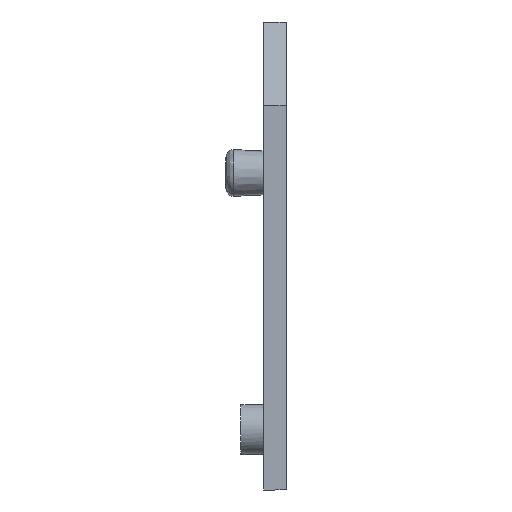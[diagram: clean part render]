
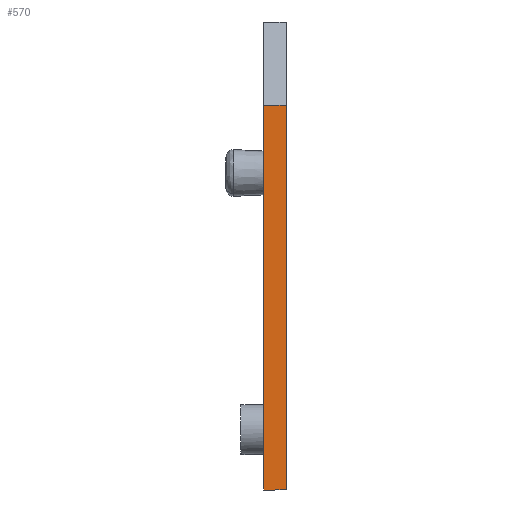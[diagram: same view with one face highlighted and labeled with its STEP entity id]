
A CAD part, front view. The second image highlights one B-rep face of the part: STEP entity #570.
In plain terms, the highlighted planar face has unit normal (0, -1, 0).
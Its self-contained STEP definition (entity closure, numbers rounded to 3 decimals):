
#550=AXIS2_PLACEMENT_3D('Plane Axis2P3D',#547,#548,#549) ;
#323=CARTESIAN_POINT('Vertex',(2.5,0.,0.)) ;
#326=CARTESIAN_POINT('Line Origine',(2.5,0.,12.75)) ;
#330=CARTESIAN_POINT('Vertex',(2.5,0.,25.5)) ;
#531=CARTESIAN_POINT('Vertex',(4.,0.,0.)) ;
#534=CARTESIAN_POINT('Line Origine',(3.25,0.,0.)) ;
#547=CARTESIAN_POINT('Axis2P3D Location',(4.,0.,25.5)) ;
#552=CARTESIAN_POINT('Line Origine',(4.,0.,12.75)) ;
#556=CARTESIAN_POINT('Vertex',(4.,0.,25.5)) ;
#559=CARTESIAN_POINT('Line Origine',(3.25,0.,25.5)) ;
#327=DIRECTION('Vector Direction',(0.,0.,1.)) ;
#535=DIRECTION('Vector Direction',(1.,0.,0.)) ;
#548=DIRECTION('Axis2P3D Direction',(0.,1.,0.)) ;
#549=DIRECTION('Axis2P3D XDirection',(0.,0.,1.)) ;
#553=DIRECTION('Vector Direction',(0.,0.,1.)) ;
#560=DIRECTION('Vector Direction',(-1.,0.,0.)) ;
#328=VECTOR('Line Direction',#327,1.) ;
#536=VECTOR('Line Direction',#535,1.) ;
#554=VECTOR('Line Direction',#553,1.) ;
#561=VECTOR('Line Direction',#560,1.) ;
#565=ORIENTED_EDGE('',*,*,#558,.T.) ;
#566=ORIENTED_EDGE('',*,*,#563,.T.) ;
#567=ORIENTED_EDGE('',*,*,#332,.F.) ;
#568=ORIENTED_EDGE('',*,*,#538,.T.) ;
#570=ADVANCED_FACE('K\X2\00F6\X0\rper.3',(#569),#551,.F.) ;
#332=EDGE_CURVE('',#324,#331,#329,.T.) ;
#538=EDGE_CURVE('',#324,#532,#537,.T.) ;
#558=EDGE_CURVE('',#532,#557,#555,.T.) ;
#563=EDGE_CURVE('',#557,#331,#562,.T.) ;
#564=EDGE_LOOP('',(#565,#566,#567,#568)) ;
#569=FACE_OUTER_BOUND('',#564,.T.) ;
#329=LINE('Line',#326,#328) ;
#537=LINE('Line',#534,#536) ;
#555=LINE('Line',#552,#554) ;
#562=LINE('Line',#559,#561) ;
#551=PLANE('',#550) ;
#324=VERTEX_POINT('',#323) ;
#331=VERTEX_POINT('',#330) ;
#532=VERTEX_POINT('',#531) ;
#557=VERTEX_POINT('',#556) ;
